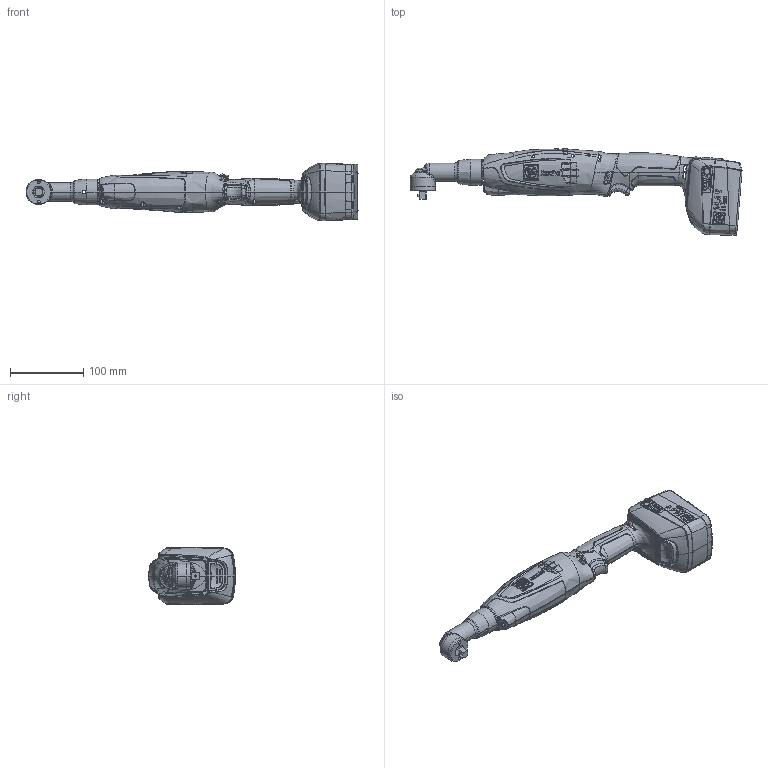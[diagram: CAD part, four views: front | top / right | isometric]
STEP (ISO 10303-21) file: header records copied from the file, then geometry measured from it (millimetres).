
FILE_DESCRIPTION((''),'2;1');
FILE_NAME('ASW18-18_3_8_AVK_14V_5AH_2017','2017-08-10T',('Mueck'),(''),'PRO/ENGINEER BY PARAMETRIC TECHNOLOGY CORPORATION, 2016010','PRO/ENGINEER BY PARAMETRIC TECHNOLOGY CORPORATION, 2016010','');
FILE_SCHEMA(('AUTOMOTIVE_DESIGN { 1 0 10303 214 1 1 1 1 }'));
Length unit declared in the file: millimetre
Products named in the file (1): ASW18-18_3_8_AVK_14V_5AH_2017
Bounding box: 451.87 x 118.14 x 78.22 mm (x, y, z)
Surface area: 99179.4 mm2 (no closed solid volume)
Topology: 0 solids, 183 shells, 728 faces, 4074 edges, 3453 vertices
Faces by surface type: bspline 536, plane 82, cylinder 45, cone 38, torus 15, extrusion 10, sphere 2
Entity records: 125452 total; most frequent: CARTESIAN_POINT 96378, ORIENTED_EDGE 4981, EDGE_CURVE 4068, VERTEX_POINT 3452, B_SPLINE_CURVE_WITH_KNOTS 2842, DIRECTION 2167, FILL_AREA_STYLE_COLOUR 863, FILL_AREA_STYLE 863
